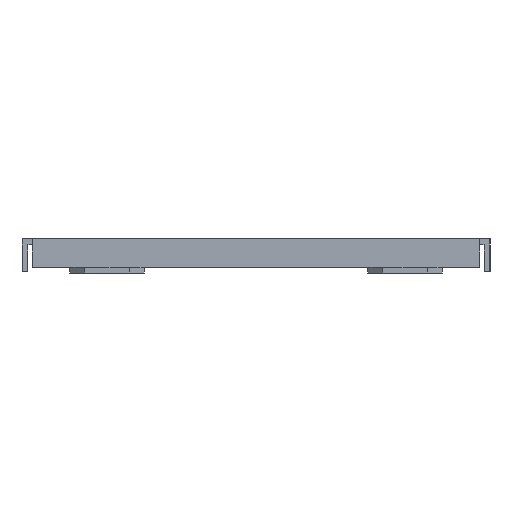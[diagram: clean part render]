
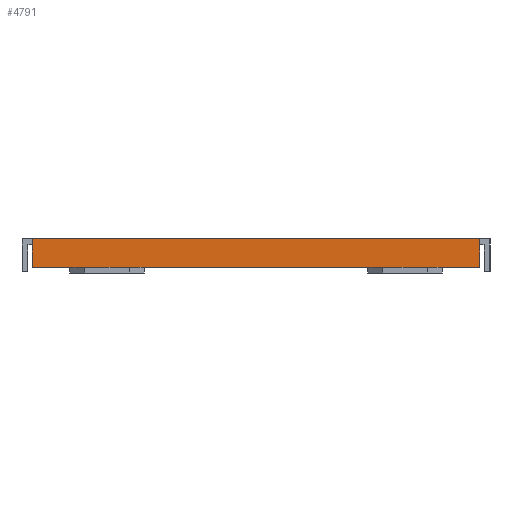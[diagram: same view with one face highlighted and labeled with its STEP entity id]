
A CAD part, left-side view. The second image highlights one B-rep face of the part: STEP entity #4791.
In plain terms, the highlighted planar face has unit normal (-1, 0, 0).
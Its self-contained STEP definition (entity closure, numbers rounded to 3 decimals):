
#321=DIRECTION('',(0.,-1.,0.));
#322=VECTOR('',#321,150.);
#323=CARTESIAN_POINT('',(1920.708,305.615,2.));
#324=LINE('',#323,#322);
#1839=DIRECTION('',(0.,1.,0.));
#1840=VECTOR('',#1839,12.5);
#1841=CARTESIAN_POINT('',(1920.708,293.115,-7.5));
#1842=LINE('',#1841,#1840);
#1846=DIRECTION('',(0.,0.,1.));
#1847=VECTOR('',#1846,9.5);
#1848=CARTESIAN_POINT('',(1920.708,305.615,-7.5));
#1849=LINE('',#1848,#1847);
#1867=DIRECTION('',(0.,0.,1.));
#1868=VECTOR('',#1867,9.5);
#1869=CARTESIAN_POINT('',(1920.708,155.615,-7.5));
#1870=LINE('',#1869,#1868);
#2037=DIRECTION('',(0.,-1.,0.));
#2038=VECTOR('',#2037,25.);
#2039=CARTESIAN_POINT('',(1920.708,293.115,-7.5));
#2040=LINE('',#2039,#2038);
#2116=DIRECTION('',(0.,-1.,0.));
#2117=VECTOR('',#2116,75.);
#2118=CARTESIAN_POINT('',(1920.708,268.115,-7.5));
#2119=LINE('',#2118,#2117);
#2181=DIRECTION('',(0.,-1.,0.));
#2182=VECTOR('',#2181,25.);
#2183=CARTESIAN_POINT('',(1920.708,193.115,-7.5));
#2184=LINE('',#2183,#2182);
#2260=DIRECTION('',(0.,-1.,0.));
#2261=VECTOR('',#2260,12.5);
#2262=CARTESIAN_POINT('',(1920.708,168.115,-7.5));
#2263=LINE('',#2262,#2261);
#2563=CARTESIAN_POINT('',(1920.708,155.615,2.));
#2564=VERTEX_POINT('',#2563);
#2565=CARTESIAN_POINT('',(1920.708,305.615,2.));
#2566=VERTEX_POINT('',#2565);
#2799=CARTESIAN_POINT('',(1920.708,305.615,-7.5));
#2801=VERTEX_POINT('',#2799);
#2803=CARTESIAN_POINT('',(1920.708,293.115,-7.5));
#2804=VERTEX_POINT('',#2803);
#2807=CARTESIAN_POINT('',(1920.708,168.115,-7.5));
#2808=CARTESIAN_POINT('',(1920.708,155.615,-7.5));
#2809=VERTEX_POINT('',#2807);
#2810=VERTEX_POINT('',#2808);
#2811=CARTESIAN_POINT('',(1920.708,193.115,-7.5));
#2812=VERTEX_POINT('',#2811);
#2813=CARTESIAN_POINT('',(1920.708,268.115,-7.5));
#2814=VERTEX_POINT('',#2813);
#4770=CARTESIAN_POINT('',(1920.708,299.365,0.));
#4771=DIRECTION('',(-1.,0.,0.));
#4772=DIRECTION('',(0.,-1.,0.));
#4773=AXIS2_PLACEMENT_3D('',#4770,#4771,#4772);
#4774=PLANE('',#4773);
#4776=ORIENTED_EDGE('',*,*,#4775,.F.);
#4778=ORIENTED_EDGE('',*,*,#4777,.F.);
#4780=ORIENTED_EDGE('',*,*,#4779,.F.);
#4782=ORIENTED_EDGE('',*,*,#4781,.F.);
#4784=ORIENTED_EDGE('',*,*,#4783,.F.);
#4786=ORIENTED_EDGE('',*,*,#4785,.T.);
#4787=ORIENTED_EDGE('',*,*,#4752,.T.);
#4788=ORIENTED_EDGE('',*,*,#3064,.T.);
#4789=EDGE_LOOP('',(#4776,#4778,#4780,#4782,#4784,#4786,#4787,#4788));
#4790=FACE_OUTER_BOUND('',#4789,.F.);
#3064=EDGE_CURVE('',#2566,#2564,#324,.T.);
#4752=EDGE_CURVE('',#2801,#2566,#1849,.T.);
#4775=EDGE_CURVE('',#2810,#2564,#1870,.T.);
#4777=EDGE_CURVE('',#2809,#2810,#2263,.T.);
#4779=EDGE_CURVE('',#2812,#2809,#2184,.T.);
#4781=EDGE_CURVE('',#2814,#2812,#2119,.T.);
#4783=EDGE_CURVE('',#2804,#2814,#2040,.T.);
#4785=EDGE_CURVE('',#2804,#2801,#1842,.T.);
#4791=ADVANCED_FACE('',(#4790),#4774,.T.);
